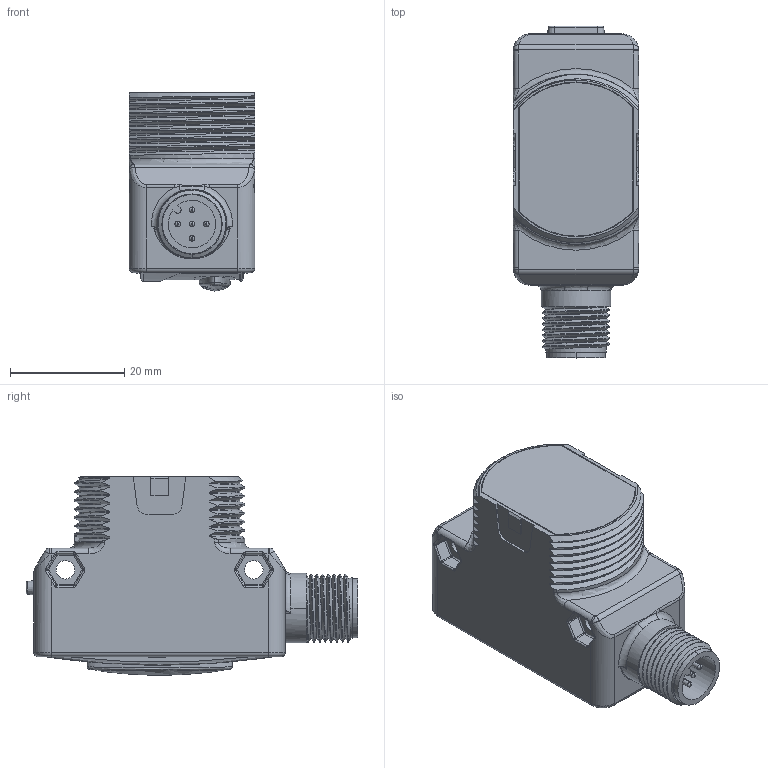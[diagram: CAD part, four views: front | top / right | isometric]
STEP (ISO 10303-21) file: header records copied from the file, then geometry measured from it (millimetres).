
FILE_DESCRIPTION((''),'2;1');
FILE_NAME('140592_SM01_ASM','2022-10-13T14:21:05',('PDMAdmin'),('BANNER ENGINEERING'),'CREO PARAMETRIC BY PTC INC, 2019292','CREO PARAMETRIC BY PTC INC, 2019292','');
FILE_SCHEMA(('CONFIG_CONTROL_DESIGN'));
Length unit declared in the file: millimetre
Products named in the file (2): 140592_EP01; 140592_SM01_ASM
Assembly tree (1 placements, depth 2):
  140592_SM01_ASM
    140592_EP01
Bounding box: 22 x 58.13 x 34.75 mm (x, y, z)
Volume: 25242.9 mm3; surface area: 10147.8 mm2
Topology: 2 solids, 2 shells, 572 faces, 1415 edges, 859 vertices
Faces by surface type: cylinder 220, plane 146, bspline 109, torus 48, sphere 32, cone 15, extrusion 2
Entity records: 26632 total; most frequent: CARTESIAN_POINT 13798, ORIENTED_EDGE 2826, DIRECTION 2450, EDGE_CURVE 1413, AXIS2_PLACEMENT_3D 922, VERTEX_POINT 859, VECTOR 606, LINE 604
